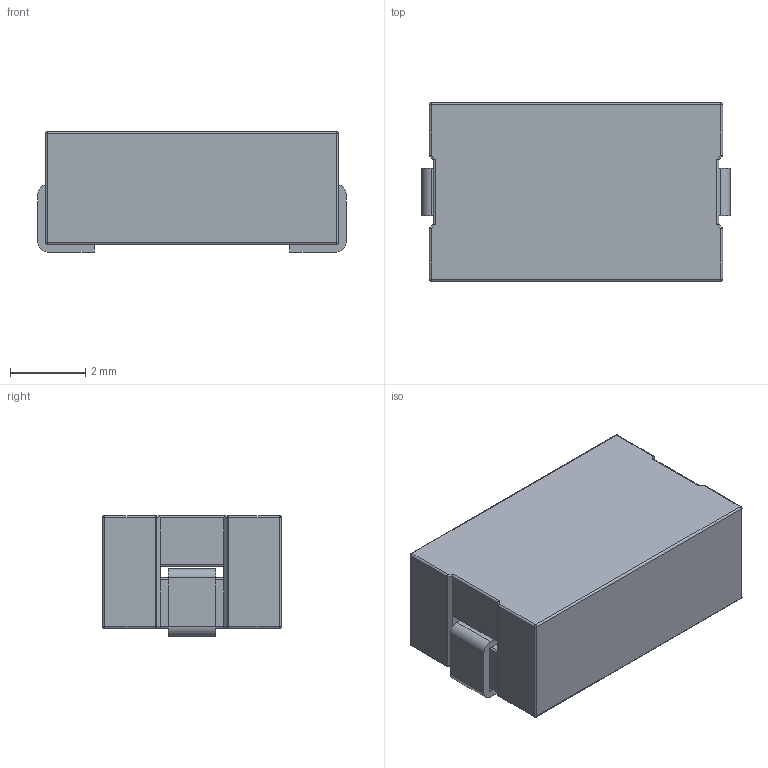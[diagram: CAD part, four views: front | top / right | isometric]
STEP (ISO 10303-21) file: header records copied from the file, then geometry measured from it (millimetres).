
FILE_DESCRIPTION(/* description */ ('Unknown'),/* implementation_level */ '2;1');
FILE_NAME(/* name */ 'FB_Wurth_WE-PBF-7847',/* time_stamp */ '2025-06-19T14:33:33+08:00',/* author */ ('Unknown'),/* organization */ ('Unknown'),/* preprocessor_version */ 'ST-DEVELOPER v19.4',/* originating_system */ 'Solid Edge',/* authorisation */ 'Unknown');
FILE_SCHEMA (('AUTOMOTIVE_DESIGN {1 0 10303 214 3 1 1}'));
Length unit declared in the file: millimetre
Products named in the file (2): FB_Wurth_WE-PBF-7847
Assembly tree (1 placements, depth 2):
  FB_Wurth_WE-PBF-7847
    FB_Wurth_WE-PBF-7847
Bounding box: 8.2 x 4.75 x 3.2 mm (x, y, z)
Volume: 109.7 mm3; surface area: 212.1 mm2
Topology: 1 solids, 1 shells, 94 faces, 236 edges, 124 vertices
Faces by surface type: cylinder 44, plane 34, sphere 16
Entity records: 3329 total; most frequent: DIRECTION 492, ORIENTED_EDGE 440, CARTESIAN_POINT 440, EDGE_CURVE 220, AXIS2_PLACEMENT_3D 176, LINE 140, VECTOR 140, VERTEX_POINT 124
